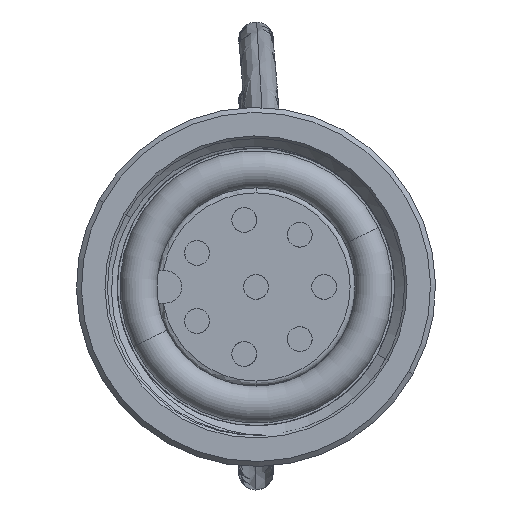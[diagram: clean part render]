
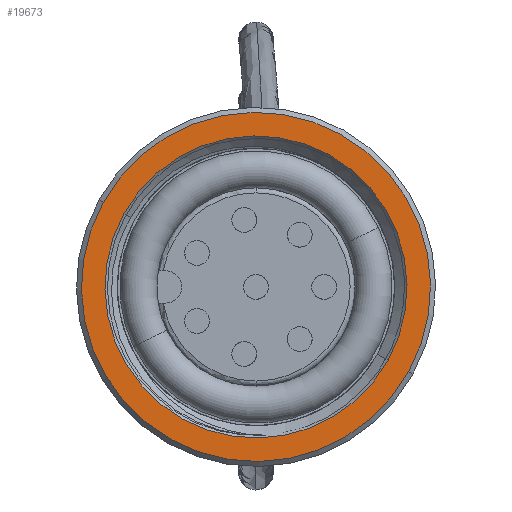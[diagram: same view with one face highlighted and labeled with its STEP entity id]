
A CAD part, left-side view. The second image highlights one B-rep face of the part: STEP entity #19673.
In plain terms, the highlighted face is planar.
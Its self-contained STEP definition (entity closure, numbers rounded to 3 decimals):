
#168 = EDGE_CURVE ( 'NONE', #34011, #55050, #1234, .T. ) ;
#1234 = CIRCLE ( 'NONE', #13810, 7.05 ) ;
#2431 = AXIS2_PLACEMENT_3D ( 'NONE', #42207, #26442, #49132 ) ;
#6462 = CARTESIAN_POINT ( 'NONE',  ( 11., 0., -7.05 ) ) ;
#12332 = DIRECTION ( 'NONE',  ( 1., 0., 0. ) ) ;
#13613 = CARTESIAN_POINT ( 'NONE',  ( 11., 0., 7.05 ) ) ;
#13810 = AXIS2_PLACEMENT_3D ( 'NONE', #36356, #12332, #36828 ) ;
#16582 = CIRCLE ( 'NONE', #71711, 6.1 ) ;
#18102 = ORIENTED_EDGE ( 'NONE', *, *, #39895, .T. ) ;
#19508 = CARTESIAN_POINT ( 'NONE',  ( 11., 0., -6.1 ) ) ;
#19673 = ADVANCED_FACE ( 'NONE', ( #87641, #34831 ), #78772, .F. ) ;
#20653 = CARTESIAN_POINT ( 'NONE',  ( 11., 0., 0. ) ) ;
#21441 = AXIS2_PLACEMENT_3D ( 'NONE', #55579, #56060, #54609 ) ;
#22159 = DIRECTION ( 'NONE',  ( 0., 0., 1. ) ) ;
#25378 = EDGE_LOOP ( 'NONE', ( #34238, #18102 ) ) ;
#26442 = DIRECTION ( 'NONE',  ( -1., 0., 0. ) ) ;
#29189 = EDGE_CURVE ( 'NONE', #55050, #34011, #71011, .T. ) ;
#31498 = ORIENTED_EDGE ( 'NONE', *, *, #168, .T. ) ;
#32309 = VERTEX_POINT ( 'NONE', #19508 ) ;
#34011 = VERTEX_POINT ( 'NONE', #13613 ) ;
#34238 = ORIENTED_EDGE ( 'NONE', *, *, #71986, .T. ) ;
#34831 = FACE_BOUND ( 'NONE', #25378, .T. ) ;
#35502 = DIRECTION ( 'NONE',  ( 1., 0., 0. ) ) ;
#36356 = CARTESIAN_POINT ( 'NONE',  ( 11., 0., 0. ) ) ;
#36828 = DIRECTION ( 'NONE',  ( 0., 0., 1. ) ) ;
#39895 = EDGE_CURVE ( 'NONE', #95317, #32309, #63963, .T. ) ;
#42207 = CARTESIAN_POINT ( 'NONE',  ( 11., 7.25, 0. ) ) ;
#49132 = DIRECTION ( 'NONE',  ( 0., 0., 1. ) ) ;
#54609 = DIRECTION ( 'NONE',  ( 0., 0., 1. ) ) ;
#55050 = VERTEX_POINT ( 'NONE', #6462 ) ;
#55579 = CARTESIAN_POINT ( 'NONE',  ( 11., 0., 0. ) ) ;
#56060 = DIRECTION ( 'NONE',  ( -1., 0., 0. ) ) ;
#63963 = CIRCLE ( 'NONE', #21441, 6.1 ) ;
#69231 = CARTESIAN_POINT ( 'NONE',  ( 11., 0., 6.1 ) ) ;
#71011 = CIRCLE ( 'NONE', #72573, 7.05 ) ;
#71711 = AXIS2_PLACEMENT_3D ( 'NONE', #20653, #72480, #89729 ) ;
#71986 = EDGE_CURVE ( 'NONE', #32309, #95317, #16582, .T. ) ;
#72480 = DIRECTION ( 'NONE',  ( -1., 0., 0. ) ) ;
#72573 = AXIS2_PLACEMENT_3D ( 'NONE', #73029, #35502, #22159 ) ;
#73029 = CARTESIAN_POINT ( 'NONE',  ( 11., 0., 0. ) ) ;
#78772 = PLANE ( 'NONE',  #2431 ) ;
#87641 = FACE_OUTER_BOUND ( 'NONE', #91458, .T. ) ;
#89729 = DIRECTION ( 'NONE',  ( 0., 0., 1. ) ) ;
#91458 = EDGE_LOOP ( 'NONE', ( #31498, #92885 ) ) ;
#92885 = ORIENTED_EDGE ( 'NONE', *, *, #29189, .T. ) ;
#95317 = VERTEX_POINT ( 'NONE', #69231 ) ;
